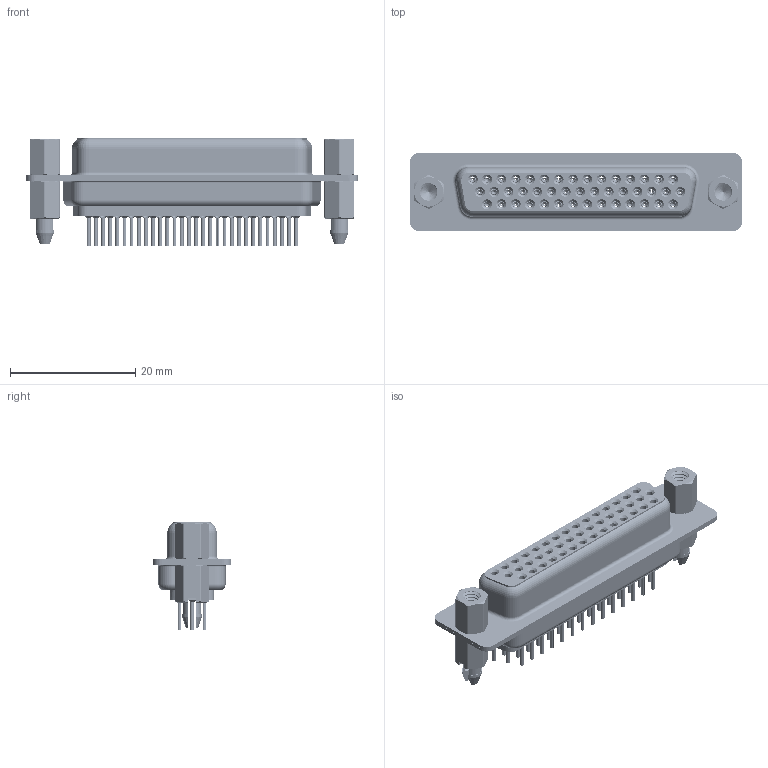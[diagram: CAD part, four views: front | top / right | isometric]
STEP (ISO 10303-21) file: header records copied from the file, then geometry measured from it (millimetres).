
FILE_DESCRIPTION (( 'STEP AP203' ), '1' );
FILE_NAME ('638-044-330-247.STEP', '2020-07-18T23:02:43', ( '' ), ( '' ), 'SwSTEP 2.0', 'SolidWorks 2020', '' );
FILE_SCHEMA (( 'CONFIG_CONTROL_DESIGN' ));
Length unit declared in the file: millimetre
Products named in the file (9): 638 4-40 Threaded Boardlock_LP; 638 Shell Rear_44 Contacts; 638 Shell Front_44 Contacts; 638 Contact Row 2_30; 638 Housing_44 Contacts; 638 Contact Row 1_30; 638 4-40 Hex Standoff; 638-044-330-247; 638 Contact Row 3_30
Assembly tree (51 placements, depth 2):
  638-044-330-247
    638 Housing_44 Contacts
    638 Shell Front_44 Contacts
    638 Shell Rear_44 Contacts
    638 Contact Row 1_30  x15
    638 Contact Row 2_30  x15
    638 Contact Row 3_30  x14
    638 4-40 Hex Standoff  x2
    638 4-40 Threaded Boardlock_LP  x2
Bounding box: 53.04 x 12.6 x 17.3 mm (x, y, z)
Volume: 3588.9 mm3; surface area: 13519.5 mm2
Topology: 51 solids, 51 shells, 6067 faces, 15521 edges, 9653 vertices
Faces by surface type: cylinder 1693, plane 1485, torus 1201, bspline 898, cone 790
Entity records: 45722 total; most frequent: CARTESIAN_POINT 14211, DIRECTION 6408, ORIENTED_EDGE 5994, EDGE_CURVE 2997, AXIS2_PLACEMENT_3D 2680, VERTEX_POINT 1901, EDGE_LOOP 1498, CIRCLE 1441
